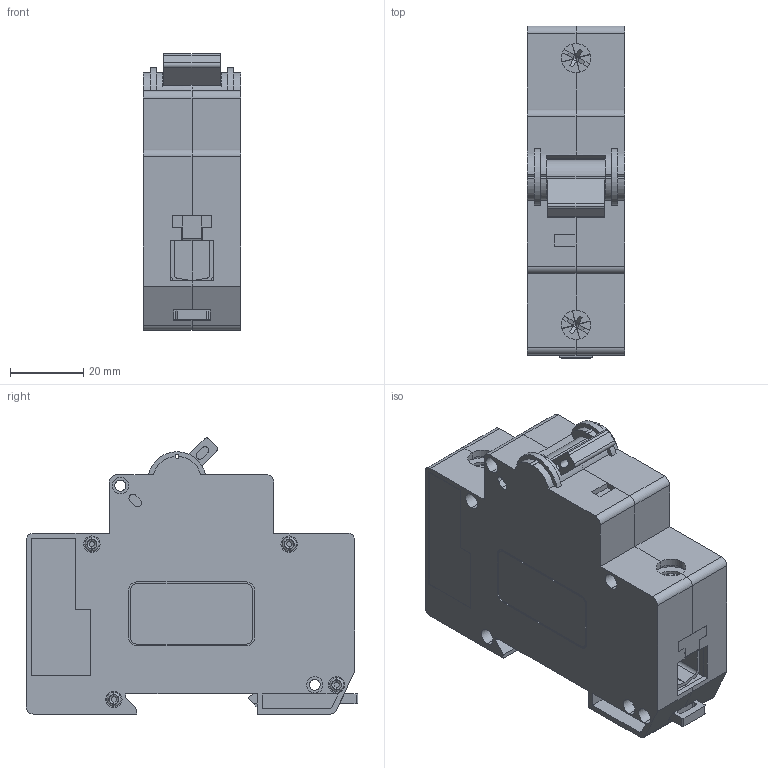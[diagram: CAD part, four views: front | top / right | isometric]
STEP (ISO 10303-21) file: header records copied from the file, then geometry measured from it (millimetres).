
FILE_DESCRIPTION (( 'STEP AP214' ), '1' );
FILE_NAME ('Àâòîìàòè÷åñêèé âûêëþ÷àòåëü ÂÀ 47-125, 1P 125À (D) 15kA EKF Proxima (mcb47125-1-125D).STEP', '2024-04-12T12:50:52', ( '' ), ( '' ), 'SwSTEP 2.0', 'SolidWorks 2021', '' );
FILE_SCHEMA (( 'AUTOMOTIVE_DESIGN' ));
Length unit declared in the file: millimetre
Products named in the file (1): Àâòîìàòè÷åñêèé âûêëþ÷àòåëü ÂÀ 47-125, 1P 125À (D) 15kA EKF Proxima (mcb47125-1-125D)
Bounding box: 26.8 x 90.8 x 75.58 mm (x, y, z)
Volume: 125217.8 mm3; surface area: 36013.7 mm2
Topology: 15 solids, 15 shells, 703 faces, 1781 edges, 1152 vertices
Faces by surface type: plane 463, cylinder 196, torus 26, cone 18
Entity records: 21819 total; most frequent: CARTESIAN_POINT 3861, DIRECTION 3629, ORIENTED_EDGE 3562, EDGE_CURVE 1781, LINE 1245, VECTOR 1245, AXIS2_PLACEMENT_3D 1192, VERTEX_POINT 1152
